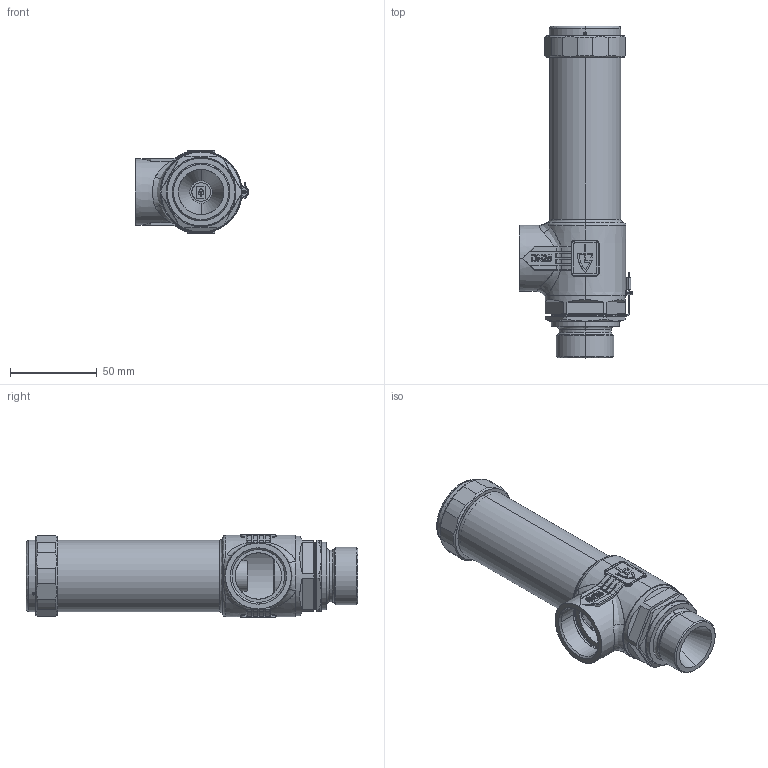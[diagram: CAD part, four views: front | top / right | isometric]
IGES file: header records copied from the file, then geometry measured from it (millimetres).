
Start section: SolidWorks IGES file using analytic representation for surfaces
Global section: file name: 2400sGFK-20-m+f-25+25.IGS; native system: SolidWorks 2016; preprocessor: SolidWorks 2016; author: Hildenbrand; date: 160725.080231; units: millimetre
Bounding box: 65.5 x 190.9 x 47.2 mm (x, y, z)
Surface area: 67681.4 mm2 (no closed solid volume)
Topology: 0 solids, 0 shells, 736 faces, 9790 edges, 9766 vertices
Faces by surface type: bspline 456, revolution 280
